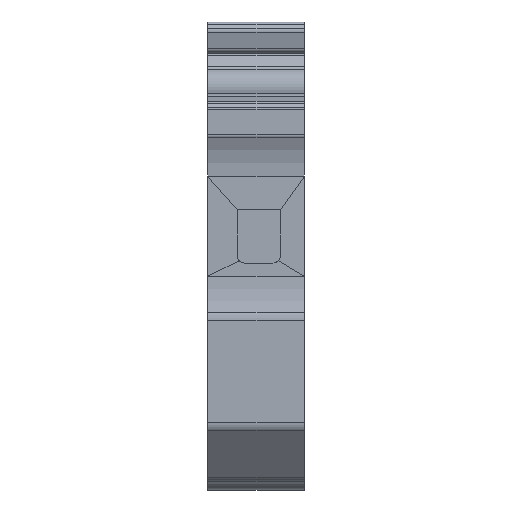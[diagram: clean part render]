
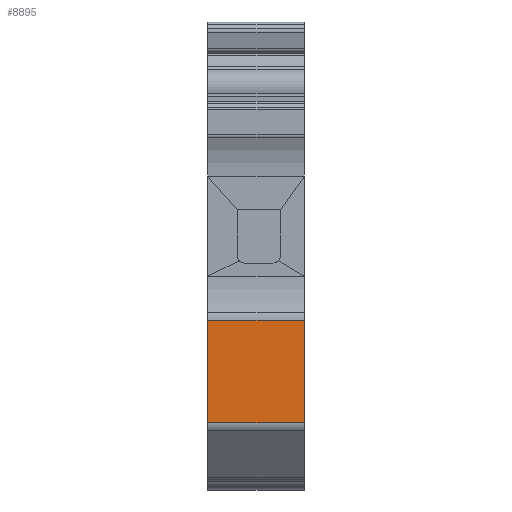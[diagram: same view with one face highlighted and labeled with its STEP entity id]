
A CAD part, left-side view. The second image highlights one B-rep face of the part: STEP entity #8895.
In plain terms, the highlighted face is planar.
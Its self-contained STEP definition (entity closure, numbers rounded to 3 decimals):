
#849 = DIRECTION ( 'NONE',  ( 0., -1., 0. ) ) ;
#937 = DIRECTION ( 'NONE',  ( 0., 0., 1. ) ) ;
#1028 = VECTOR ( 'NONE', #937, 1000. ) ;
#1248 = VERTEX_POINT ( 'NONE', #2529 ) ;
#1280 = CARTESIAN_POINT ( 'NONE',  ( 10., 49.933, -21.935 ) ) ;
#1519 = AXIS2_PLACEMENT_3D ( 'NONE', #7038, #849, #5677 ) ;
#1560 = PLANE ( 'NONE',  #1519 ) ;
#1601 = VERTEX_POINT ( 'NONE', #7439 ) ;
#1739 = DIRECTION ( 'NONE',  ( 0., 0., -1. ) ) ;
#1876 = LINE ( 'NONE', #6039, #3405 ) ;
#2129 = CARTESIAN_POINT ( 'NONE',  ( 0., 49.933, -32.512 ) ) ;
#2512 = VECTOR ( 'NONE', #8027, 1000. ) ;
#2529 = CARTESIAN_POINT ( 'NONE',  ( 0., 49.933, -21.935 ) ) ;
#2675 = ORIENTED_EDGE ( 'NONE', *, *, #7838, .F. ) ;
#3040 = EDGE_CURVE ( 'NONE', #1601, #3349, #4310, .T. ) ;
#3349 = VERTEX_POINT ( 'NONE', #1280 ) ;
#3405 = VECTOR ( 'NONE', #1739, 1000. ) ;
#3775 = CARTESIAN_POINT ( 'NONE',  ( 1., 49.933, -21.935 ) ) ;
#4272 = FACE_OUTER_BOUND ( 'NONE', #8873, .T. ) ;
#4310 = LINE ( 'NONE', #7079, #1028 ) ;
#4311 = CARTESIAN_POINT ( 'NONE',  ( 1., 49.933, -32.512 ) ) ;
#4482 = VERTEX_POINT ( 'NONE', #2129 ) ;
#4490 = LINE ( 'NONE', #3775, #2512 ) ;
#4530 = VECTOR ( 'NONE', #7205, 1000. ) ;
#4546 = ORIENTED_EDGE ( 'NONE', *, *, #6633, .F. ) ;
#5164 = LINE ( 'NONE', #4311, #4530 ) ;
#5677 = DIRECTION ( 'NONE',  ( 0., 0., 1. ) ) ;
#6039 = CARTESIAN_POINT ( 'NONE',  ( 0., 49.933, -21.935 ) ) ;
#6291 = EDGE_CURVE ( 'NONE', #1248, #3349, #4490, .T. ) ;
#6440 = ORIENTED_EDGE ( 'NONE', *, *, #6291, .T. ) ;
#6633 = EDGE_CURVE ( 'NONE', #4482, #1601, #5164, .T. ) ;
#7038 = CARTESIAN_POINT ( 'NONE',  ( 1., 49.933, -21.935 ) ) ;
#7079 = CARTESIAN_POINT ( 'NONE',  ( 10., 49.933, -32.512 ) ) ;
#7205 = DIRECTION ( 'NONE',  ( 1., 0., 0. ) ) ;
#7233 = ORIENTED_EDGE ( 'NONE', *, *, #3040, .F. ) ;
#7439 = CARTESIAN_POINT ( 'NONE',  ( 10., 49.933, -32.512 ) ) ;
#7838 = EDGE_CURVE ( 'NONE', #1248, #4482, #1876, .T. ) ;
#8027 = DIRECTION ( 'NONE',  ( 1., 0., 0. ) ) ;
#8873 = EDGE_LOOP ( 'NONE', ( #6440, #7233, #4546, #2675 ) ) ;
#8895 = ADVANCED_FACE ( 'NONE', ( #4272 ), #1560, .F. ) ;
